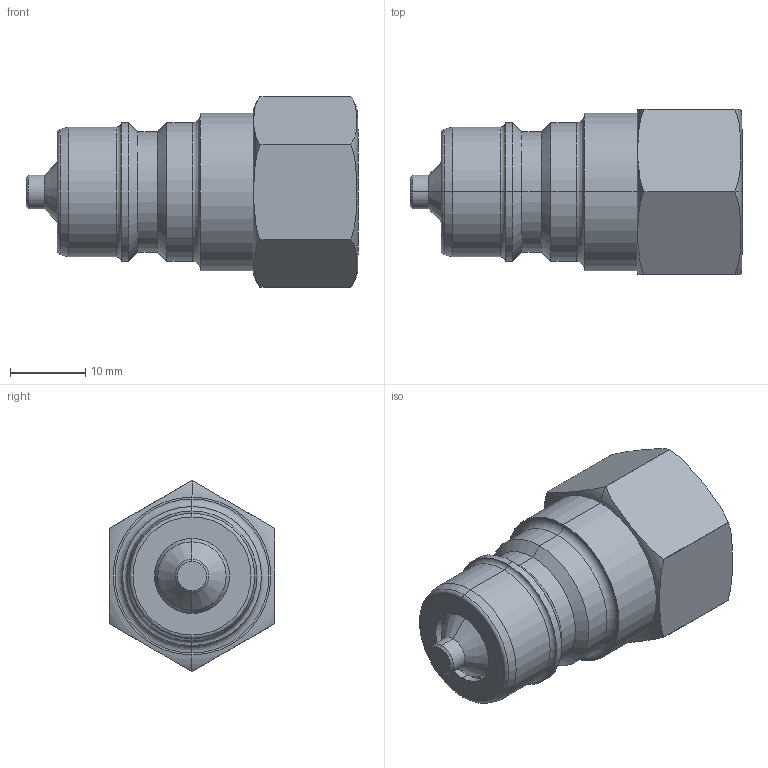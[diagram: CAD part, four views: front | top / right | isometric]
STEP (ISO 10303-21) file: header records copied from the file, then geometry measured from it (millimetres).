
FILE_DESCRIPTION (( 'STEP AP214' ), '1' );
FILE_NAME ('BA09.7102_IC_JV.STEP', '2016-10-11T13:55:31', ( '' ), ( '' ), 'SwSTEP 2.0', 'SolidWorks 2016', '' );
FILE_SCHEMA (( 'AUTOMOTIVE_DESIGN' ));
Length unit declared in the file: millimetre
Products named in the file (1): BA09.7102_IC_JV
Bounding box: 44.18 x 22 x 25.39 mm (x, y, z)
Volume: 10021.4 mm3; surface area: 4370.1 mm2
Topology: 1 solids, 1 shells, 79 faces, 169 edges, 96 vertices
Faces by surface type: cylinder 31, cone 22, torus 14, plane 12
Entity records: 2343 total; most frequent: CARTESIAN_POINT 557, DIRECTION 415, ORIENTED_EDGE 338, AXIS2_PLACEMENT_3D 178, EDGE_CURVE 169, CIRCLE 98, VERTEX_POINT 96, EDGE_LOOP 83
